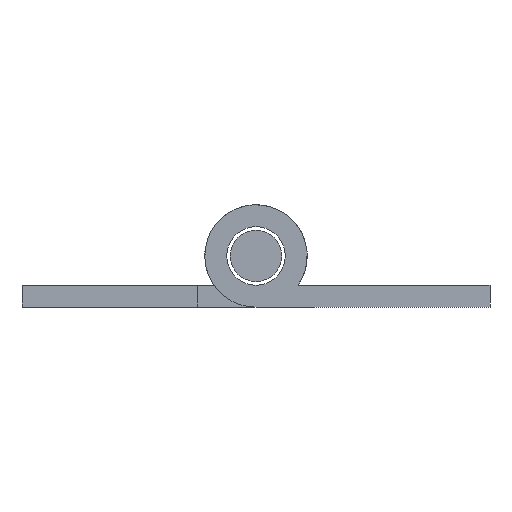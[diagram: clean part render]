
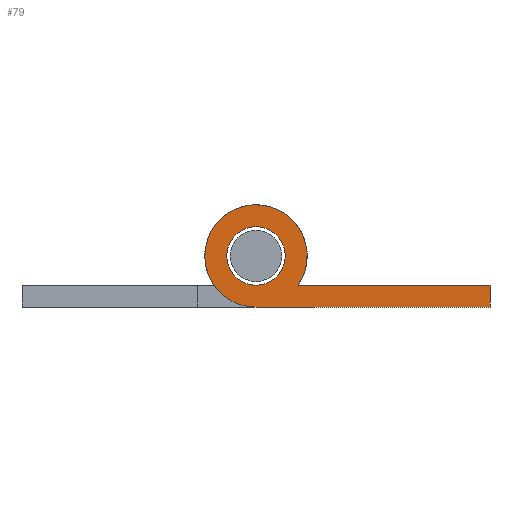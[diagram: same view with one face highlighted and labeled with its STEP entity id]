
A CAD part, front view. The second image highlights one B-rep face of the part: STEP entity #79.
In plain terms, the highlighted planar face has unit normal (0, -1, 0).
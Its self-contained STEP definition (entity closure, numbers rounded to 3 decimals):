
#38 = ORIENTED_EDGE ( 'NONE', *, *, #109, .F. ) ;
#39 = ORIENTED_EDGE ( 'NONE', *, *, #53, .F. ) ;
#40 = VERTEX_POINT ( 'NONE', #1707 ) ;
#53 = EDGE_CURVE ( 'NONE', #40, #114, #1690, .T. ) ;
#79 = ADVANCED_FACE ( 'NONE', ( #1762, #1761 ), #1759, .F. ) ;
#80 = EDGE_LOOP ( 'NONE', ( #10000, #9987, #39, #38 ) ) ;
#81 = EDGE_CURVE ( 'NONE', #9766, #9723, #1816, .T. ) ;
#96 = ORIENTED_EDGE ( 'NONE', *, *, #9768, .T. ) ;
#97 = EDGE_LOOP ( 'NONE', ( #96, #107 ) ) ;
#107 = ORIENTED_EDGE ( 'NONE', *, *, #81, .T. ) ;
#109 = EDGE_CURVE ( 'NONE', #9981, #40, #1835, .T. ) ;
#114 = VERTEX_POINT ( 'NONE', #1881 ) ;
#1689 = AXIS2_PLACEMENT_3D ( 'NONE', #1754, #1753, #1751 ) ;
#1690 = CIRCLE ( 'NONE', #1689, 3.5 ) ;
#1707 = CARTESIAN_POINT ( 'NONE',  ( 0., -450., -3.5 ) ) ;
#1751 = DIRECTION ( 'NONE',  ( 0., 0., 1. ) ) ;
#1753 = DIRECTION ( 'NONE',  ( 0., 1., 0. ) ) ;
#1754 = CARTESIAN_POINT ( 'NONE',  ( 0., -450., 0. ) ) ;
#1755 = DIRECTION ( 'NONE',  ( 0., 0., 1. ) ) ;
#1756 = DIRECTION ( 'NONE',  ( 0., 1., 0. ) ) ;
#1757 = CARTESIAN_POINT ( 'NONE',  ( 0., -450., 0. ) ) ;
#1758 = AXIS2_PLACEMENT_3D ( 'NONE', #1757, #1756, #1755 ) ;
#1759 = PLANE ( 'NONE',  #1758 ) ;
#1760 = CARTESIAN_POINT ( 'NONE',  ( 0., -450., 0. ) ) ;
#1761 = FACE_BOUND ( 'NONE', #97, .T. ) ;
#1762 = FACE_OUTER_BOUND ( 'NONE', #80, .T. ) ;
#1813 = DIRECTION ( 'NONE',  ( 0., 0., 1. ) ) ;
#1814 = DIRECTION ( 'NONE',  ( 0., 1., 0. ) ) ;
#1815 = AXIS2_PLACEMENT_3D ( 'NONE', #1760, #1814, #1813 ) ;
#1816 = CIRCLE ( 'NONE', #1815, 2. ) ;
#1831 = DIRECTION ( 'NONE',  ( -1., 0., 0. ) ) ;
#1832 = VECTOR ( 'NONE', #1831, 1000. ) ;
#1833 = CARTESIAN_POINT ( 'NONE',  ( 0., -450., -3.5 ) ) ;
#1835 = LINE ( 'NONE', #1833, #1832 ) ;
#1881 = CARTESIAN_POINT ( 'NONE',  ( 2.872, -450., -2. ) ) ;
#7024 = CARTESIAN_POINT ( 'NONE',  ( 0., -450., -2. ) ) ;
#7060 = DIRECTION ( 'NONE',  ( 0., 0., 1. ) ) ;
#7061 = DIRECTION ( 'NONE',  ( 0., 1., 0. ) ) ;
#7062 = CARTESIAN_POINT ( 'NONE',  ( 0., -450., 0. ) ) ;
#7063 = AXIS2_PLACEMENT_3D ( 'NONE', #7062, #7061, #7060 ) ;
#7064 = CIRCLE ( 'NONE', #7063, 2. ) ;
#7065 = CARTESIAN_POINT ( 'NONE',  ( 0., -450., 2. ) ) ;
#7440 = CARTESIAN_POINT ( 'NONE',  ( 16., -450., -3.5 ) ) ;
#7487 = CARTESIAN_POINT ( 'NONE',  ( 16., -450., -2. ) ) ;
#7499 = DIRECTION ( 'NONE',  ( 1., 0., 0. ) ) ;
#7500 = VECTOR ( 'NONE', #7499, 1000. ) ;
#7501 = CARTESIAN_POINT ( 'NONE',  ( 16., -450., -2. ) ) ;
#7502 = LINE ( 'NONE', #7501, #7500 ) ;
#7530 = DIRECTION ( 'NONE',  ( 0., 0., -1. ) ) ;
#7531 = VECTOR ( 'NONE', #7530, 1000. ) ;
#7532 = CARTESIAN_POINT ( 'NONE',  ( 16., -450., -3.5 ) ) ;
#7533 = LINE ( 'NONE', #7532, #7531 ) ;
#9723 = VERTEX_POINT ( 'NONE', #7024 ) ;
#9766 = VERTEX_POINT ( 'NONE', #7065 ) ;
#9768 = EDGE_CURVE ( 'NONE', #9723, #9766, #7064, .T. ) ;
#9981 = VERTEX_POINT ( 'NONE', #7440 ) ;
#9986 = EDGE_CURVE ( 'NONE', #114, #9991, #7502, .T. ) ;
#9987 = ORIENTED_EDGE ( 'NONE', *, *, #9986, .F. ) ;
#9991 = VERTEX_POINT ( 'NONE', #7487 ) ;
#9998 = EDGE_CURVE ( 'NONE', #9991, #9981, #7533, .T. ) ;
#10000 = ORIENTED_EDGE ( 'NONE', *, *, #9998, .F. ) ;
